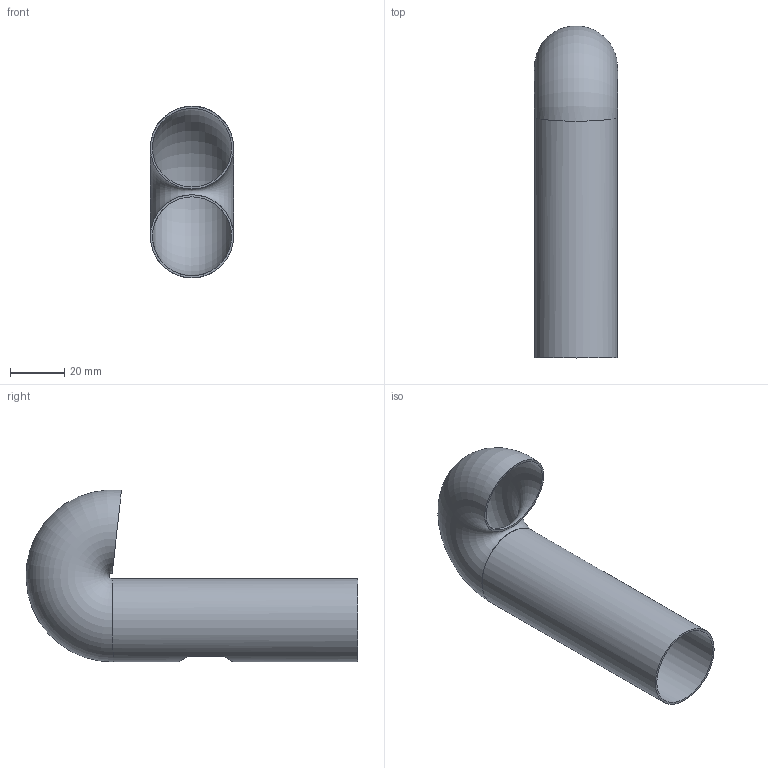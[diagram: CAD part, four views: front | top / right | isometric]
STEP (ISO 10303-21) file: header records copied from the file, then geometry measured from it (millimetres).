
FILE_DESCRIPTION(/* description */ (''),/* implementation_level */ '2;1');
FILE_NAME(/* name */ 'bent_pipe v2.step',/* time_stamp */ '2019-05-02T11:42:09-07:00',/* author */ ('rashmi4'),/* organization */ (''),/* preprocessor_version */ 'ST-DEVELOPER v18',/* originating_system */ 'Autodesk Translation Framework v8.2.0.1029',/* authorisation */ '');
FILE_SCHEMA (('AUTOMOTIVE_DESIGN { 1 0 10303 214 3 1 1 }'));
Length unit declared in the file: millimetre
Products named in the file (1): bent_pipe
Bounding box: 30.5 x 121.82 x 63.04 mm (x, y, z)
Volume: 9857.4 mm3; surface area: 26502 mm2
Topology: 1 solids, 1 shells, 12 faces, 32 edges, 22 vertices
Faces by surface type: cylinder 6, plane 4, torus 2
Full cylindrical faces by diameter (mm): 29 x1, 30.5 x1
Entity records: 503 total; most frequent: CARTESIAN_POINT 155, DIRECTION 68, ORIENTED_EDGE 64, EDGE_CURVE 32, AXIS2_PLACEMENT_3D 31, VERTEX_POINT 22, EDGE_LOOP 16, CIRCLE 16
